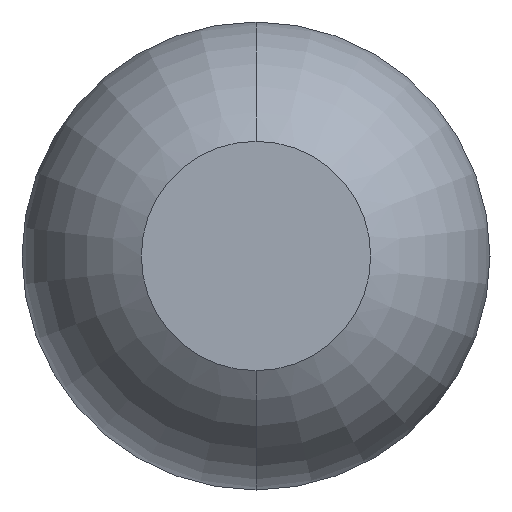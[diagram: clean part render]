
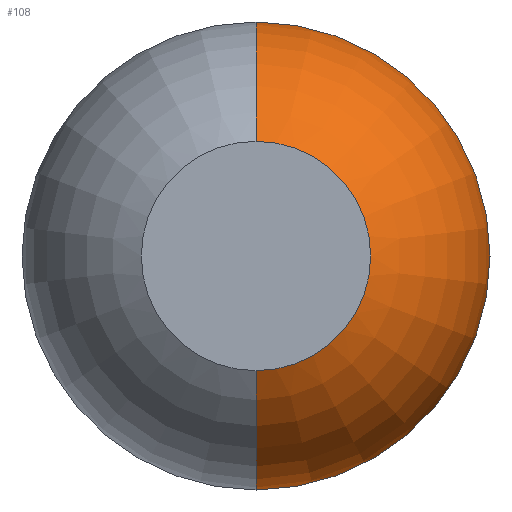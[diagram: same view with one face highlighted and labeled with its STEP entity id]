
A CAD part, front view. The second image highlights one B-rep face of the part: STEP entity #108.
In plain terms, the highlighted toroidal (fillet/blend) face has major radius 0.01 mm and minor radius 0.5 mm.
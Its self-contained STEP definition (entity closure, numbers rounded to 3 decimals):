
#57 = EDGE_CURVE ( 'Defeature ausgef�hrt1_0+Defeature ausgef�hrt1_25+Defeature ausgef�hrt1_25+Defeature ausgef�hrt1_25', #1067, #203, #727, .T. ) ;
#108 = ADVANCED_FACE ( 'Defeature ausgef�hrt1_0', ( #3356 ), #543, .T. ) ;
#203 = VERTEX_POINT ( 'NONE', #1295 ) ;
#287 = CARTESIAN_POINT ( 'NONE',  ( 0., -24.961, 0.01 ) ) ;
#415 = CARTESIAN_POINT ( 'NONE',  ( 0., -24.961, 0.51 ) ) ;
#420 = EDGE_CURVE ( 'NONE', #633, #1067, #1084, .T. ) ;
#438 = CIRCLE ( 'NONE', #2884, 0.51 ) ;
#543 = TOROIDAL_SURFACE ( 'NONE', #3322, 0.01, 0.5 ) ;
#614 = DIRECTION ( 'NONE',  ( 0., 1., 0. ) ) ;
#633 = VERTEX_POINT ( 'NONE', #415 ) ;
#727 = CIRCLE ( 'NONE', #1040, 0.25 ) ;
#928 = CARTESIAN_POINT ( 'NONE',  ( 0., -24.961, 0. ) ) ;
#1037 = CARTESIAN_POINT ( 'NONE',  ( 0., -24.961, -0.01 ) ) ;
#1040 = AXIS2_PLACEMENT_3D ( 'NONE', #3558, #614, #2379 ) ;
#1067 = VERTEX_POINT ( 'NONE', #2826 ) ;
#1084 = CIRCLE ( 'NONE', #3398, 0.5 ) ;
#1155 = EDGE_CURVE ( 'NONE', #3797, #203, #1915, .T. ) ;
#1295 = CARTESIAN_POINT ( 'NONE',  ( 0., -25.4, -0.25 ) ) ;
#1310 = ORIENTED_EDGE ( 'NONE', *, *, #57, .T. ) ;
#1371 = CARTESIAN_POINT ( 'NONE',  ( 0., -24.961, -0.51 ) ) ;
#1858 = DIRECTION ( 'NONE',  ( 0., 0., -1. ) ) ;
#1900 = DIRECTION ( 'NONE',  ( 0., 0., -1. ) ) ;
#1901 = DIRECTION ( 'NONE',  ( -1., 0., 0. ) ) ;
#1915 = CIRCLE ( 'NONE', #2493, 0.5 ) ;
#2134 = DIRECTION ( 'NONE',  ( 0., -1., 0. ) ) ;
#2149 = CARTESIAN_POINT ( 'NONE',  ( 0., -24.961, 0. ) ) ;
#2150 = ORIENTED_EDGE ( 'NONE', *, *, #2675, .T. ) ;
#2379 = DIRECTION ( 'NONE',  ( 0., 0., 1. ) ) ;
#2418 = DIRECTION ( 'NONE',  ( 0., -1., 0. ) ) ;
#2458 = EDGE_LOOP ( 'NONE', ( #2150, #3357, #1310, #3302 ) ) ;
#2493 = AXIS2_PLACEMENT_3D ( 'NONE', #1037, #1901, #2814 ) ;
#2675 = EDGE_CURVE ( 'Defeature ausgef�hrt1_0+Defeature ausgef�hrt1_6+Defeature ausgef�hrt1_6+Defeature ausgef�hrt1_6', #3797, #633, #438, .T. ) ;
#2814 = DIRECTION ( 'NONE',  ( 0., 0., 1. ) ) ;
#2826 = CARTESIAN_POINT ( 'NONE',  ( 0., -25.4, 0.25 ) ) ;
#2884 = AXIS2_PLACEMENT_3D ( 'NONE', #2149, #2134, #1858 ) ;
#3241 = DIRECTION ( 'NONE',  ( 0., 0., -1. ) ) ;
#3302 = ORIENTED_EDGE ( 'NONE', *, *, #1155, .F. ) ;
#3322 = AXIS2_PLACEMENT_3D ( 'NONE', #928, #2418, #1900 ) ;
#3356 = FACE_OUTER_BOUND ( 'NONE', #2458, .T. ) ;
#3357 = ORIENTED_EDGE ( 'NONE', *, *, #420, .T. ) ;
#3398 = AXIS2_PLACEMENT_3D ( 'NONE', #287, #3563, #3241 ) ;
#3558 = CARTESIAN_POINT ( 'NONE',  ( 0., -25.4, 0. ) ) ;
#3563 = DIRECTION ( 'NONE',  ( 1., 0., 0. ) ) ;
#3797 = VERTEX_POINT ( 'NONE', #1371 ) ;
